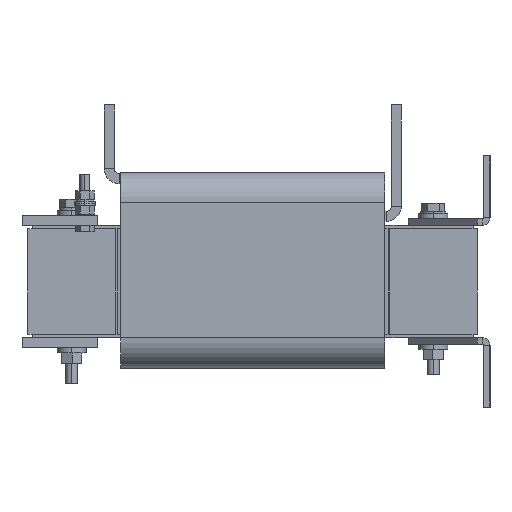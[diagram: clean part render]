
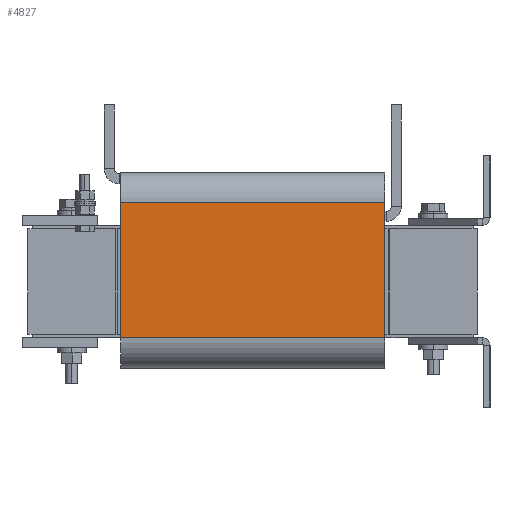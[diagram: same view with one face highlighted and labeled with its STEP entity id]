
A CAD part, left-side view. The second image highlights one B-rep face of the part: STEP entity #4827.
In plain terms, the highlighted planar face has unit normal (-1, 0, 0).
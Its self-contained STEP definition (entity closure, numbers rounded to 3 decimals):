
#685 = CARTESIAN_POINT ( 'NONE',  ( -203.75, -105., -44.75 ) ) ;
#1457 = DIRECTION ( 'NONE',  ( 0., 0., -1. ) ) ;
#1887 = FACE_OUTER_BOUND ( 'NONE', #13580, .T. ) ;
#2297 = PLANE ( 'NONE',  #4904 ) ;
#2838 = CARTESIAN_POINT ( 'NONE',  ( -203.75, 105., 0. ) ) ;
#2922 = ORIENTED_EDGE ( 'NONE', *, *, #5040, .T. ) ;
#2952 = VERTEX_POINT ( 'NONE', #15868 ) ;
#2983 = VERTEX_POINT ( 'NONE', #685 ) ;
#3485 = VERTEX_POINT ( 'NONE', #8149 ) ;
#3865 = EDGE_CURVE ( 'NONE', #2952, #3485, #9399, .T. ) ;
#3897 = CARTESIAN_POINT ( 'NONE',  ( -203.75, -105., 0. ) ) ;
#4079 = DIRECTION ( 'NONE',  ( 0., 0., -1. ) ) ;
#4288 = LINE ( 'NONE', #10215, #12251 ) ;
#4827 = ADVANCED_FACE ( 'NONE', ( #1887 ), #2297, .T. ) ;
#4904 = AXIS2_PLACEMENT_3D ( 'NONE', #10993, #14942, #8471 ) ;
#5040 = EDGE_CURVE ( 'NONE', #2952, #15299, #5899, .T. ) ;
#5899 = LINE ( 'NONE', #2838, #16473 ) ;
#6472 = CARTESIAN_POINT ( 'NONE',  ( -203.75, 105., 62.75 ) ) ;
#8149 = CARTESIAN_POINT ( 'NONE',  ( -203.75, -105., 62.75 ) ) ;
#8471 = DIRECTION ( 'NONE',  ( 0., 0., 1. ) ) ;
#8680 = ORIENTED_EDGE ( 'NONE', *, *, #12711, .T. ) ;
#8681 = EDGE_CURVE ( 'NONE', #3485, #2983, #12122, .T. ) ;
#9329 = ORIENTED_EDGE ( 'NONE', *, *, #3865, .F. ) ;
#9399 = LINE ( 'NONE', #6472, #9989 ) ;
#9531 = VECTOR ( 'NONE', #1457, 1000. ) ;
#9989 = VECTOR ( 'NONE', #14049, 1000. ) ;
#10215 = CARTESIAN_POINT ( 'NONE',  ( -203.75, 105., -44.75 ) ) ;
#10935 = CARTESIAN_POINT ( 'NONE',  ( -203.75, 105., -44.75 ) ) ;
#10993 = CARTESIAN_POINT ( 'NONE',  ( -203.75, 105., 0. ) ) ;
#11507 = DIRECTION ( 'NONE',  ( 0., -1., 0. ) ) ;
#12122 = LINE ( 'NONE', #3897, #9531 ) ;
#12251 = VECTOR ( 'NONE', #11507, 1000. ) ;
#12438 = ORIENTED_EDGE ( 'NONE', *, *, #8681, .F. ) ;
#12711 = EDGE_CURVE ( 'NONE', #15299, #2983, #4288, .T. ) ;
#13580 = EDGE_LOOP ( 'NONE', ( #12438, #9329, #2922, #8680 ) ) ;
#14049 = DIRECTION ( 'NONE',  ( 0., -1., 0. ) ) ;
#14942 = DIRECTION ( 'NONE',  ( -1., 0., 0. ) ) ;
#15299 = VERTEX_POINT ( 'NONE', #10935 ) ;
#15868 = CARTESIAN_POINT ( 'NONE',  ( -203.75, 105., 62.75 ) ) ;
#16473 = VECTOR ( 'NONE', #4079, 1000. ) ;
